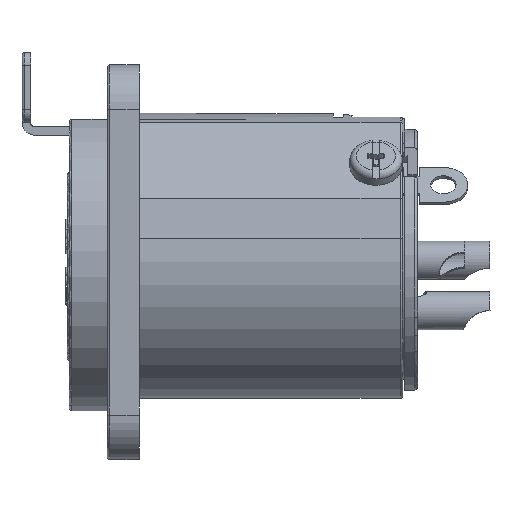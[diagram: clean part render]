
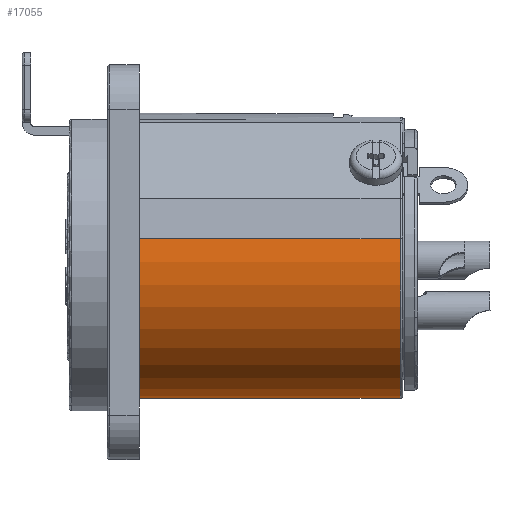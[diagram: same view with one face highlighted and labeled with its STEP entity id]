
A CAD part, front view. The second image highlights one B-rep face of the part: STEP entity #17055.
In plain terms, the highlighted cylindrical face has radius 10.7 mm (diameter 21.4 mm), a partial arc.
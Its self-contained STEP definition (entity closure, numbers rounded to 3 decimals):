
#1376=FACE_OUTER_BOUND('',#2344,.T.);
#2344=EDGE_LOOP('',(#12533,#12534,#12535,#12536));
#3968=LINE('',#24986,#5559);
#3974=LINE('',#25002,#5565);
#5559=VECTOR('',#19741,20.8);
#5565=VECTOR('',#19759,20.8);
#6913=CIRCLE('',#18021,10.7);
#6920=CIRCLE('',#18035,10.7);
#7622=VERTEX_POINT('',#24904);
#7628=VERTEX_POINT('',#24937);
#7639=VERTEX_POINT('',#24985);
#7643=VERTEX_POINT('',#25001);
#9485=EDGE_CURVE('',#7622,#7628,#6913,.T.);
#9501=EDGE_CURVE('',#7639,#7628,#3968,.T.);
#9511=EDGE_CURVE('',#7643,#7622,#3974,.T.);
#9512=EDGE_CURVE('',#7639,#7643,#6920,.T.);
#12533=ORIENTED_EDGE('',*,*,#9485,.F.);
#12534=ORIENTED_EDGE('',*,*,#9511,.F.);
#12535=ORIENTED_EDGE('',*,*,#9512,.F.);
#12536=ORIENTED_EDGE('',*,*,#9501,.T.);
#16767=CYLINDRICAL_SURFACE('',#18034,10.7);
#17055=ADVANCED_FACE('',(#1376),#16767,.T.);
#18021=AXIS2_PLACEMENT_3D('',#24941,#19714,#19715);
#18034=AXIS2_PLACEMENT_3D('',#25000,#19757,#19758);
#18035=AXIS2_PLACEMENT_3D('',#25003,#19760,#19761);
#19714=DIRECTION('center_axis',(0.,0.,1.));
#19715=DIRECTION('ref_axis',(0.976,0.216,0.));
#19741=DIRECTION('',(0.,0.,1.));
#19757=DIRECTION('center_axis',(0.,0.,1.));
#19758=DIRECTION('ref_axis',(0.174,0.985,0.));
#19759=DIRECTION('',(0.,0.,1.));
#19760=DIRECTION('center_axis',(0.,0.,-1.));
#19761=DIRECTION('ref_axis',(0.174,0.985,0.));
#24904=CARTESIAN_POINT('',(-1.858,-10.537,23.));
#24937=CARTESIAN_POINT('',(-6.137,8.765,23.));
#24941=CARTESIAN_POINT('Origin',(0.,0.,23.));
#24985=CARTESIAN_POINT('',(-6.137,8.765,2.2));
#24986=CARTESIAN_POINT('',(-6.137,8.765,2.2));
#25000=CARTESIAN_POINT('Origin',(0.,0.,2.2));
#25001=CARTESIAN_POINT('',(-1.858,-10.537,2.2));
#25002=CARTESIAN_POINT('',(-1.858,-10.537,2.2));
#25003=CARTESIAN_POINT('Origin',(0.,0.,2.2));
